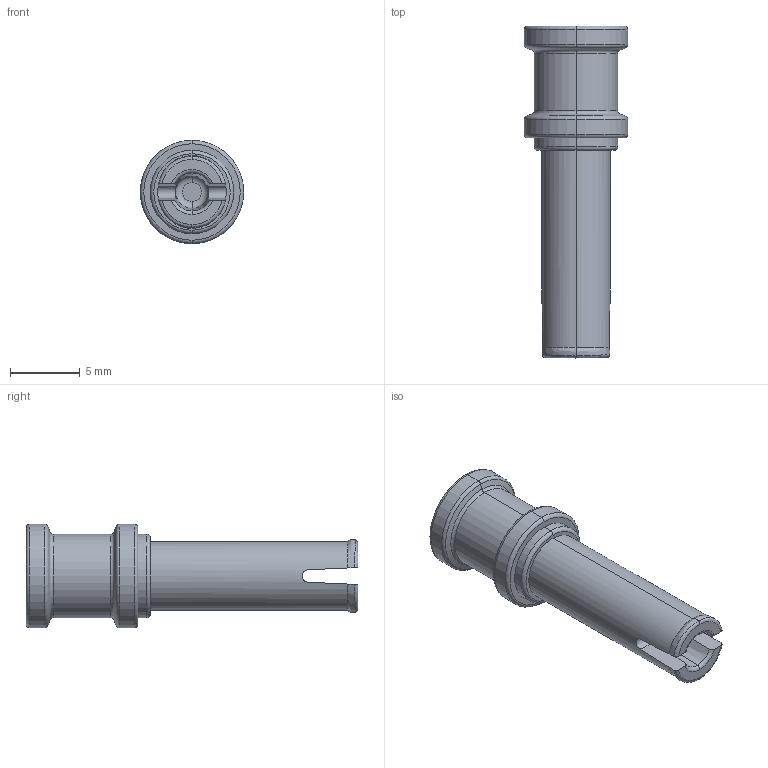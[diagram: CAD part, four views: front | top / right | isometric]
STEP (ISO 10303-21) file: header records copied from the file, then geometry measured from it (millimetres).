
FILE_DESCRIPTION (( 'STEP AP214' ), '1' );
FILE_NAME ('40220_TXP-Quick Rivet Peg.STEP', '2017-03-28T20:16:38', ( '' ), ( '' ), 'SwSTEP 2.0', 'SolidWorks 2016', '' );
FILE_SCHEMA (( 'AUTOMOTIVE_DESIGN' ));
Length unit declared in the file: millimetre
Products named in the file (2): 40220_TXP-Quick Rivet Peg
Bounding box: 7.4 x 23.75 x 7.4 mm (x, y, z)
Volume: 543.1 mm3; surface area: 544.2 mm2
Topology: 1 solids, 1 shells, 55 faces, 124 edges, 73 vertices
Faces by surface type: torus 19, cylinder 12, plane 10, bspline 8, cone 6
Entity records: 2682 total; most frequent: CARTESIAN_POINT 868, ORIENTED_EDGE 248, DIRECTION 242, EDGE_CURVE 124, AXIS2_PLACEMENT_3D 109, VERTEX_POINT 73, CIRCLE 60, UNCERTAINTY_MEASURE_WITH_UNIT 58
